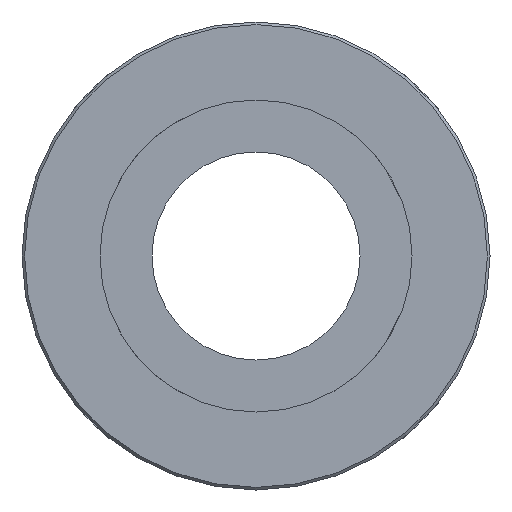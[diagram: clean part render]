
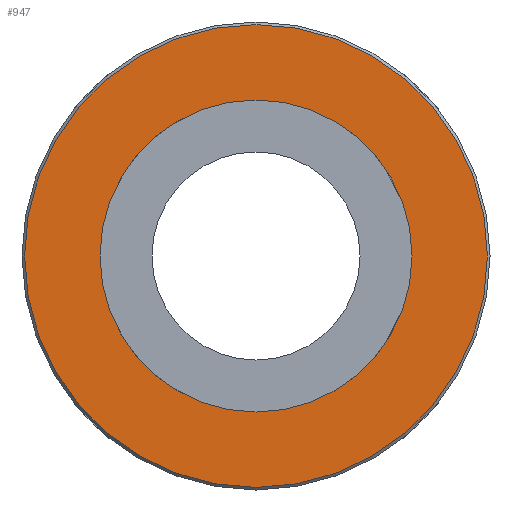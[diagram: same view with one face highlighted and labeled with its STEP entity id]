
A CAD part, left-side view. The second image highlights one B-rep face of the part: STEP entity #947.
In plain terms, the highlighted planar face has unit normal (-1, 0, 0).
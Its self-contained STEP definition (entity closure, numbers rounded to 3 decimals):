
#255=FACE_BOUND($,#330,.T.);
#256=FACE_BOUND($,#331,.T.);
#330=EDGE_LOOP($,(#824));
#331=EDGE_LOOP($,(#825));
#391=CIRCLE($,#1033,30.);
#395=CIRCLE($,#1041,44.5);
#480=VERTEX_POINT($,#1834);
#484=VERTEX_POINT($,#1846);
#601=EDGE_CURVE($,#480,#480,#391,.T.);
#605=EDGE_CURVE($,#484,#484,#395,.T.);
#824=ORIENTED_EDGE($,*,*,#601,.T.);
#825=ORIENTED_EDGE($,*,*,#605,.F.);
#903=PLANE($,#1042);
#947=ADVANCED_FACE($,(#255,#256),#903,.T.);
#1033=AXIS2_PLACEMENT_3D($,#1835,#1252,#1253);
#1041=AXIS2_PLACEMENT_3D($,#1847,#1268,#1269);
#1042=AXIS2_PLACEMENT_3D($,#1848,#1270,#1271);
#1252=DIRECTION('center_axis',(1.,0.,0.));
#1253=DIRECTION('ref_axis',(0.,1.,0.));
#1268=DIRECTION('center_axis',(1.,0.,0.));
#1269=DIRECTION('ref_axis',(0.,-1.,0.));
#1270=DIRECTION('center_axis',(-1.,0.,0.));
#1271=DIRECTION('ref_axis',(0.,0.,1.));
#1834=CARTESIAN_POINT('',(0.,30.,0.));
#1835=CARTESIAN_POINT('Origin',(0.,0.,0.));
#1846=CARTESIAN_POINT('',(0.,44.5,0.));
#1847=CARTESIAN_POINT('Origin',(0.,0.,0.));
#1848=CARTESIAN_POINT('Origin',(0.,37.5,0.));
